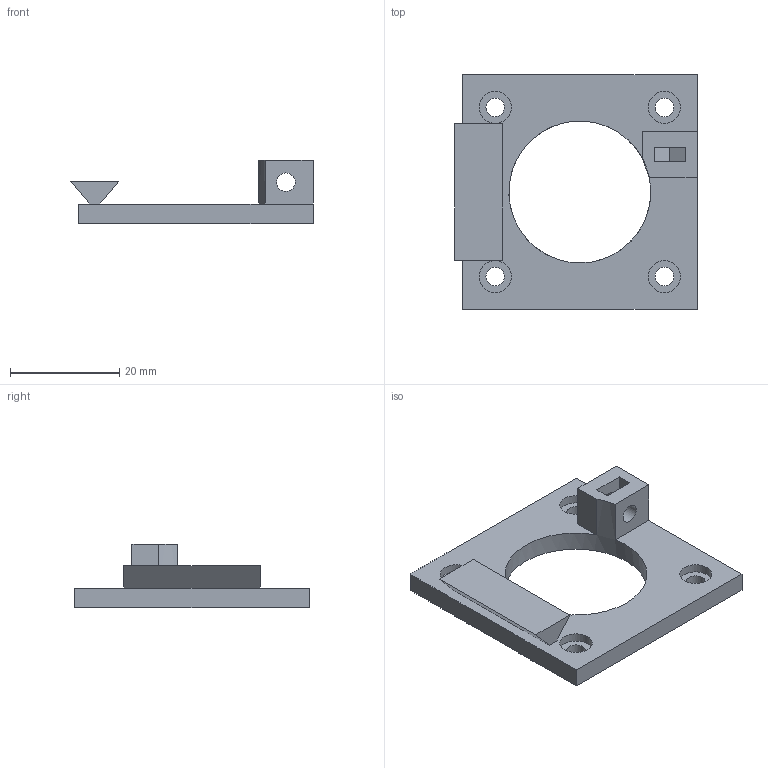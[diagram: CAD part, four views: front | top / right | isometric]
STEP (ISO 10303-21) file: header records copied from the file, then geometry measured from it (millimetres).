
FILE_DESCRIPTION(('FreeCAD Model'),'2;1');
FILE_NAME('Art56MotorHolderA.step', '2017-01-10T08:54:17',('Author'),(''), 'Open CASCADE STEP processor 6.8','FreeCAD','Unknown');
FILE_SCHEMA(('AUTOMOTIVE_DESIGN_CC2 { 1 2 10303 214 -1 1 5 4 }'));
Length unit declared in the file: millimetre
Products named in the file (2): ASSEMBLY; Art56MotorHolderA
Assembly tree (1 placements, depth 2):
  ASSEMBLY
    Art56MotorHolderA
Bounding box: 44.4 x 43 x 11.6 mm (x, y, z)
Volume: 5543 mm3; surface area: 4586.5 mm2
Topology: 1 solids, 1 shells, 36 faces, 87 edges, 58 vertices
Faces by surface type: plane 25, cylinder 11
Full cylindrical faces by diameter (mm): 3.4 x6, 5.9 x4, 26 x1
Entity records: 2263 total; most frequent: CARTESIAN_POINT 437, DIRECTION 331, LINE 193, VECTOR 193, ORIENTED_EDGE 174, PCURVE 174, DEFINITIONAL_REPRESENTATION 174, EDGE_CURVE 87
